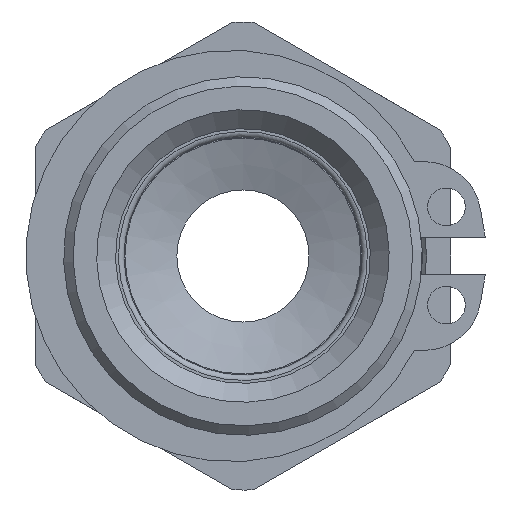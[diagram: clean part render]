
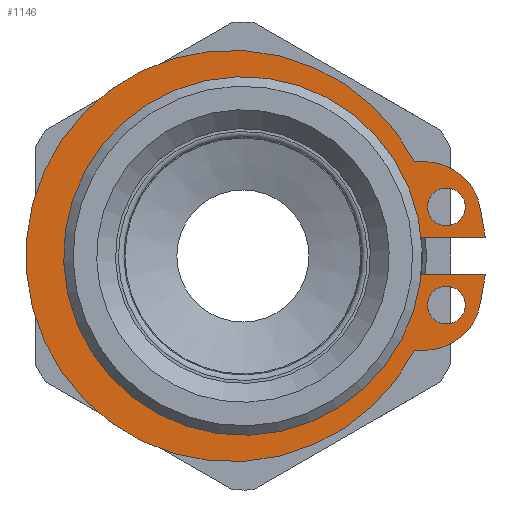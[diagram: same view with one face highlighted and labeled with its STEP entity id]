
A CAD part, left-side view. The second image highlights one B-rep face of the part: STEP entity #1146.
In plain terms, the highlighted planar face has unit normal (-1, 0, 0).
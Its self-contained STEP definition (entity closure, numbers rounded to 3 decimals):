
#100=FACE_BOUND('',#245,.T.);
#101=FACE_BOUND('',#246,.T.);
#117=PLANE('',#1249);
#171=FACE_OUTER_BOUND('',#244,.T.);
#244=EDGE_LOOP('',(#823,#824,#825,#826,#827,#828,#829,#830,#831,#832,#833));
#245=EDGE_LOOP('',(#834));
#246=EDGE_LOOP('',(#835));
#327=LINE('',#1794,#394);
#330=LINE('',#1800,#397);
#331=LINE('',#1802,#398);
#332=LINE('',#1808,#399);
#333=LINE('',#1810,#400);
#334=LINE('',#1814,#401);
#394=VECTOR('',#1423,10.);
#397=VECTOR('',#1428,10.);
#398=VECTOR('',#1429,10.);
#399=VECTOR('',#1434,10.);
#400=VECTOR('',#1435,10.);
#401=VECTOR('',#1438,10.);
#465=CIRCLE('',#1247,3.);
#466=CIRCLE('',#1250,9.);
#467=CIRCLE('',#1251,9.);
#468=CIRCLE('',#1252,3.);
#469=CIRCLE('',#1253,10.9);
#470=CIRCLE('',#1254,1.);
#471=CIRCLE('',#1255,1.);
#548=VERTEX_POINT('',#1787);
#549=VERTEX_POINT('',#1789);
#550=VERTEX_POINT('',#1793);
#552=VERTEX_POINT('',#1799);
#553=VERTEX_POINT('',#1801);
#554=VERTEX_POINT('',#1803);
#555=VERTEX_POINT('',#1805);
#556=VERTEX_POINT('',#1807);
#557=VERTEX_POINT('',#1809);
#558=VERTEX_POINT('',#1811);
#559=VERTEX_POINT('',#1813);
#560=VERTEX_POINT('',#1816);
#561=VERTEX_POINT('',#1818);
#652=EDGE_CURVE('',#548,#549,#465,.T.);
#654=EDGE_CURVE('',#549,#550,#327,.T.);
#657=EDGE_CURVE('',#552,#548,#330,.T.);
#658=EDGE_CURVE('',#553,#552,#331,.T.);
#659=EDGE_CURVE('',#554,#553,#466,.T.);
#660=EDGE_CURVE('',#555,#554,#467,.T.);
#661=EDGE_CURVE('',#556,#555,#332,.T.);
#662=EDGE_CURVE('',#557,#556,#333,.T.);
#663=EDGE_CURVE('',#558,#557,#468,.T.);
#664=EDGE_CURVE('',#559,#558,#334,.T.);
#665=EDGE_CURVE('',#550,#559,#469,.T.);
#666=EDGE_CURVE('',#560,#560,#470,.T.);
#667=EDGE_CURVE('',#561,#561,#471,.T.);
#823=ORIENTED_EDGE('',*,*,#652,.F.);
#824=ORIENTED_EDGE('',*,*,#657,.F.);
#825=ORIENTED_EDGE('',*,*,#658,.F.);
#826=ORIENTED_EDGE('',*,*,#659,.F.);
#827=ORIENTED_EDGE('',*,*,#660,.F.);
#828=ORIENTED_EDGE('',*,*,#661,.F.);
#829=ORIENTED_EDGE('',*,*,#662,.F.);
#830=ORIENTED_EDGE('',*,*,#663,.F.);
#831=ORIENTED_EDGE('',*,*,#664,.F.);
#832=ORIENTED_EDGE('',*,*,#665,.F.);
#833=ORIENTED_EDGE('',*,*,#654,.F.);
#834=ORIENTED_EDGE('',*,*,#666,.T.);
#835=ORIENTED_EDGE('',*,*,#667,.T.);
#1146=ADVANCED_FACE('',(#171,#100,#101),#117,.F.);
#1247=AXIS2_PLACEMENT_3D('',#1790,#1418,#1419);
#1249=AXIS2_PLACEMENT_3D('',#1798,#1426,#1427);
#1250=AXIS2_PLACEMENT_3D('',#1804,#1430,#1431);
#1251=AXIS2_PLACEMENT_3D('',#1806,#1432,#1433);
#1252=AXIS2_PLACEMENT_3D('',#1812,#1436,#1437);
#1253=AXIS2_PLACEMENT_3D('',#1815,#1439,#1440);
#1254=AXIS2_PLACEMENT_3D('',#1817,#1441,#1442);
#1255=AXIS2_PLACEMENT_3D('',#1819,#1443,#1444);
#1418=DIRECTION('center_axis',(1.,0.,0.));
#1419=DIRECTION('ref_axis',(0.,-0.643,-0.766));
#1423=DIRECTION('',(0.,1.,0.));
#1426=DIRECTION('center_axis',(1.,0.,0.));
#1427=DIRECTION('ref_axis',(0.,0.,
-1.));
#1428=DIRECTION('',(0.,0.174,-0.985));
#1429=DIRECTION('',(0.,-1.,0.));
#1430=DIRECTION('center_axis',(-1.,0.,0.));
#1431=DIRECTION('ref_axis',(0.,-0.744,0.668));
#1432=DIRECTION('center_axis',(-1.,0.,0.));
#1433=DIRECTION('ref_axis',(0.,-0.744,0.668));
#1434=DIRECTION('',(0.,1.,0.));
#1435=DIRECTION('',(0.,-0.174,-0.985));
#1436=DIRECTION('center_axis',(1.,0.,0.));
#1437=DIRECTION('ref_axis',(0.,-0.643,0.766));
#1438=DIRECTION('',(0.,-1.,0.));
#1439=DIRECTION('center_axis',(1.,0.,0.));
#1440=DIRECTION('ref_axis',(0.,-0.889,-0.459));
#1441=DIRECTION('center_axis',(1.,0.,0.));
#1442=DIRECTION('ref_axis',(0.,0.,
-1.));
#1443=DIRECTION('center_axis',(1.,0.,0.));
#1444=DIRECTION('ref_axis',(0.,0.,
-1.));
#1787=CARTESIAN_POINT('',(-15.7,-12.576,-2.521));
#1789=CARTESIAN_POINT('',(-15.7,-9.622,-5.));
#1790=CARTESIAN_POINT('Origin',(-15.7,-9.622,-2.));
#1793=CARTESIAN_POINT('',(-15.7,-9.086,-5.));
#1794=CARTESIAN_POINT('',(-15.7,-12.139,-5.));
#1798=CARTESIAN_POINT('Origin',(-15.7,-1.48,0.));
#1799=CARTESIAN_POINT('',(-15.7,-12.844,-1.));
#1800=CARTESIAN_POINT('',(-15.7,-12.844,-1.));
#1801=CARTESIAN_POINT('',(-15.7,-8.944,-1.));
#1802=CARTESIAN_POINT('',(-15.7,-8.944,-1.));
#1803=CARTESIAN_POINT('',(-15.7,6.694,-6.016));
#1804=CARTESIAN_POINT('Origin',(-15.7,0.,0.));
#1805=CARTESIAN_POINT('',(-15.7,-8.944,1.));
#1806=CARTESIAN_POINT('Origin',(-15.7,0.,0.));
#1807=CARTESIAN_POINT('',(-15.7,-12.844,1.));
#1808=CARTESIAN_POINT('',(-15.7,-12.844,1.));
#1809=CARTESIAN_POINT('',(-15.7,-12.576,2.521));
#1810=CARTESIAN_POINT('',(-15.7,-12.139,5.));
#1811=CARTESIAN_POINT('',(-15.7,-9.622,5.));
#1812=CARTESIAN_POINT('Origin',(-15.7,-9.622,2.));
#1813=CARTESIAN_POINT('',(-15.7,-9.086,5.));
#1814=CARTESIAN_POINT('',(-15.7,-9.086,5.));
#1815=CARTESIAN_POINT('Origin',(-15.7,0.6,0.));
#1816=CARTESIAN_POINT('',(-15.7,-10.78,-1.6));
#1817=CARTESIAN_POINT('Origin',(-15.7,-10.78,-2.6));
#1818=CARTESIAN_POINT('',(-15.7,-10.78,3.6));
#1819=CARTESIAN_POINT('Origin',(-15.7,-10.78,2.6));
